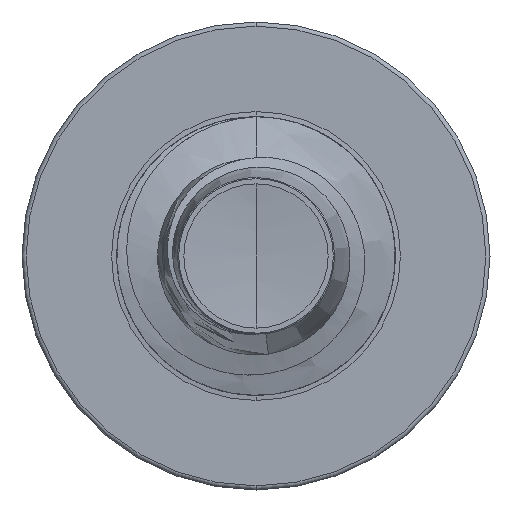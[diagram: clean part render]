
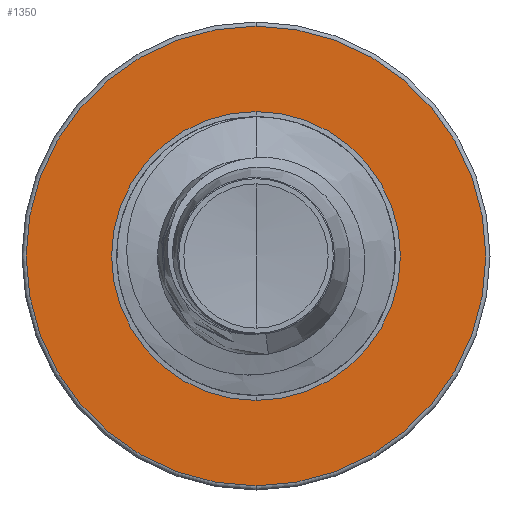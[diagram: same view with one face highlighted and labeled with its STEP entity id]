
A CAD part, front view. The second image highlights one B-rep face of the part: STEP entity #1350.
In plain terms, the highlighted planar face has unit normal (0, -1, 0).
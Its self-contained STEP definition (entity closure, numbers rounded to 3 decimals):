
#1185 = DIRECTION ( 'NONE',  ( 0., 1., 0. ) ) ;
#1350 = ADVANCED_FACE ( 'NONE', ( #12386, #11786 ), #14018, .F. ) ;
#1994 = ORIENTED_EDGE ( 'NONE', *, *, #12570, .F. ) ;
#2120 = ORIENTED_EDGE ( 'NONE', *, *, #14443, .F. ) ;
#2495 = CIRCLE ( 'NONE', #20246, 1.296 ) ;
#2518 = CIRCLE ( 'NONE', #23014, 2.063 ) ;
#2558 = CARTESIAN_POINT ( 'NONE',  ( 0., 12.5, 0. ) ) ;
#2740 = CARTESIAN_POINT ( 'NONE',  ( 0., 12.5, 0. ) ) ;
#2791 = VERTEX_POINT ( 'NONE', #11314 ) ;
#3094 = VERTEX_POINT ( 'NONE', #19002 ) ;
#4691 = DIRECTION ( 'NONE',  ( 0., 0., 1. ) ) ;
#4873 = DIRECTION ( 'NONE',  ( 0., 0., 1. ) ) ;
#7546 = EDGE_LOOP ( 'NONE', ( #1994, #2120 ) ) ;
#8005 = ORIENTED_EDGE ( 'NONE', *, *, #11559, .T. ) ;
#8205 = ORIENTED_EDGE ( 'NONE', *, *, #19076, .T. ) ;
#8495 = DIRECTION ( 'NONE',  ( 0., 1., 0. ) ) ;
#9690 = VERTEX_POINT ( 'NONE', #21765 ) ;
#9933 = AXIS2_PLACEMENT_3D ( 'NONE', #13990, #13985, #13953 ) ;
#10233 = CIRCLE ( 'NONE', #15975, 2.063 ) ;
#11314 = CARTESIAN_POINT ( 'NONE',  ( 0., 12.5, 1.296 ) ) ;
#11559 = EDGE_CURVE ( 'NONE', #2791, #3094, #21935, .T. ) ;
#11786 = FACE_BOUND ( 'NONE', #21476, .T. ) ;
#12386 = FACE_OUTER_BOUND ( 'NONE', #7546, .T. ) ;
#12570 = EDGE_CURVE ( 'NONE', #16869, #9690, #2518, .T. ) ;
#13357 = CARTESIAN_POINT ( 'NONE',  ( 0., 12.5, 0. ) ) ;
#13953 = DIRECTION ( 'NONE',  ( 0., 0., 1. ) ) ;
#13985 = DIRECTION ( 'NONE',  ( 0., 1., 0. ) ) ;
#13990 = CARTESIAN_POINT ( 'NONE',  ( 0., 12.5, -1.296 ) ) ;
#14018 = PLANE ( 'NONE',  #9933 ) ;
#14443 = EDGE_CURVE ( 'NONE', #9690, #16869, #10233, .T. ) ;
#15261 = DIRECTION ( 'NONE',  ( 0., 0., 1. ) ) ;
#15735 = CARTESIAN_POINT ( 'NONE',  ( 0., 12.5, 2.063 ) ) ;
#15975 = AXIS2_PLACEMENT_3D ( 'NONE', #19789, #8495, #21275 ) ;
#16452 = DIRECTION ( 'NONE',  ( 0., 1., 0. ) ) ;
#16622 = DIRECTION ( 'NONE',  ( 0., 1., 0. ) ) ;
#16869 = VERTEX_POINT ( 'NONE', #15735 ) ;
#18903 = AXIS2_PLACEMENT_3D ( 'NONE', #2558, #16452, #4691 ) ;
#19002 = CARTESIAN_POINT ( 'NONE',  ( 0., 12.5, -1.296 ) ) ;
#19076 = EDGE_CURVE ( 'NONE', #3094, #2791, #2495, .T. ) ;
#19789 = CARTESIAN_POINT ( 'NONE',  ( 0., 12.5, 0. ) ) ;
#20246 = AXIS2_PLACEMENT_3D ( 'NONE', #13357, #1185, #15261 ) ;
#21275 = DIRECTION ( 'NONE',  ( 0., 0., 1. ) ) ;
#21476 = EDGE_LOOP ( 'NONE', ( #8005, #8205 ) ) ;
#21765 = CARTESIAN_POINT ( 'NONE',  ( 0., 12.5, -2.062 ) ) ;
#21935 = CIRCLE ( 'NONE', #18903, 1.296 ) ;
#23014 = AXIS2_PLACEMENT_3D ( 'NONE', #2740, #16622, #4873 ) ;
